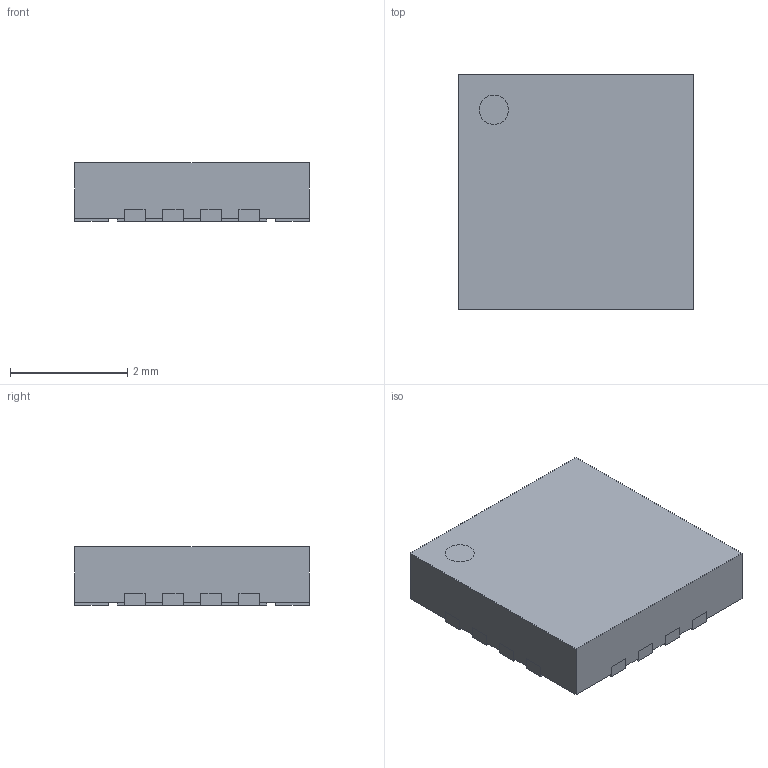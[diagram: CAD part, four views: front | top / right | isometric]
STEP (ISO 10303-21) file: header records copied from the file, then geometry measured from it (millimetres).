
FILE_DESCRIPTION(/* description */ (''),/* implementation_level */ '2;1');
FILE_NAME(/* name */ 'QFN65P400X400X100-17N-S255.stp',/* time_stamp */ '2016-12-01T13:38:07+01:00',/* author */ ('riccim'),/* organization */ (''),/* preprocessor_version */ 'ST-DEVELOPER v15.5',/* originating_system */ 'AutoCAD Mechanical',/* authorisation */ '');
FILE_SCHEMA (('AUTOMOTIVE_DESIGN { 1 0 10303 214 3 1 1 }'));
Length unit declared in the file: millimetre
Products named in the file (1): Product
Bounding box: 4 x 4 x 1 mm (x, y, z)
Volume: 15.7 mm3; surface area: 76.5 mm2
Topology: 19 solids, 19 shells, 177 faces, 414 edges, 276 vertices
Faces by surface type: plane 175, cylinder 2
Full cylindrical faces by diameter (mm): 0.5 x2
Entity records: 4963 total; most frequent: CARTESIAN_POINT 866, ORIENTED_EDGE 824, DIRECTION 772, EDGE_CURVE 412, LINE 408, VECTOR 408, VERTEX_POINT 276, AXIS2_PLACEMENT_3D 182
